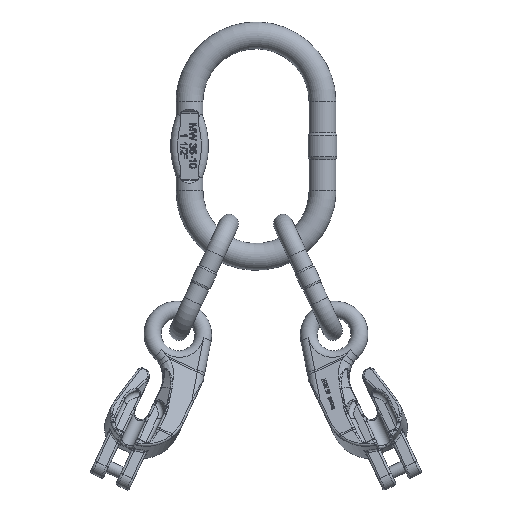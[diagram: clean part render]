
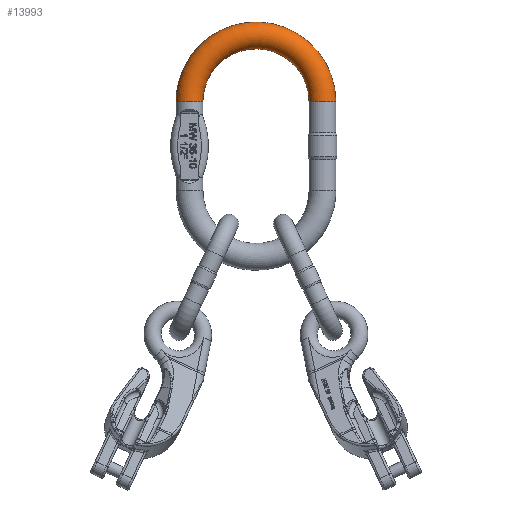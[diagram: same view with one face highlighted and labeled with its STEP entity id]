
A CAD part, top view. The second image highlights one B-rep face of the part: STEP entity #13993.
In plain terms, the highlighted toroidal (fillet/blend) face has major radius 94 mm and minor radius 19 mm.
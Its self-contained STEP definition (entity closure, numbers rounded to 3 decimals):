
#781=TOROIDAL_SURFACE('',#40929,94.,19.);
#13993=ADVANCED_FACE('',(#14832,#14833),#781,.T.);
#14832=FACE_BOUND('',#17015,.T.);
#14833=FACE_BOUND('',#17016,.T.);
#17015=EDGE_LOOP('',(#27108));
#17016=EDGE_LOOP('',(#27109));
#27108=ORIENTED_EDGE('',*,*,#36676,.T.);
#27109=ORIENTED_EDGE('',*,*,#36658,.F.);
#31374=VERTEX_POINT('',#79369);
#31388=VERTEX_POINT('',#79507);
#36658=EDGE_CURVE('',#31374,#31374,#38272,.T.);
#36676=EDGE_CURVE('',#31388,#31388,#38276,.T.);
#38272=CIRCLE('',#40916,19.);
#38276=CIRCLE('',#40928,19.);
#40916=AXIS2_PLACEMENT_3D('',#79368,#48620,#48621);
#40928=AXIS2_PLACEMENT_3D('',#79506,#48644,#48645);
#40929=AXIS2_PLACEMENT_3D('',#79508,#48646,#48647);
#48620=DIRECTION('',(0.,-1.,0.));
#48621=DIRECTION('',(0.,0.,1.));
#48644=DIRECTION('',(0.,1.,0.));
#48645=DIRECTION('',(0.,0.,1.));
#48646=DIRECTION('',(0.,0.,1.));
#48647=DIRECTION('',(1.,0.,0.));
#79368=CARTESIAN_POINT('',(-94.,71.5,0.));
#79369=CARTESIAN_POINT('',(-94.,71.5,19.));
#79506=CARTESIAN_POINT('',(94.,71.5,0.));
#79507=CARTESIAN_POINT('',(94.,71.5,19.));
#79508=CARTESIAN_POINT('',(0.,71.5,0.));
